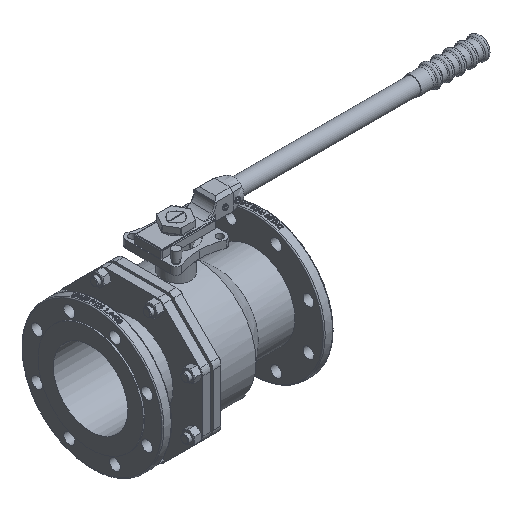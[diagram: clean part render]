
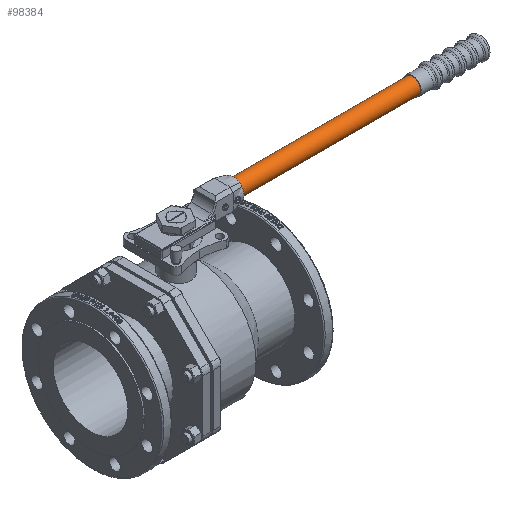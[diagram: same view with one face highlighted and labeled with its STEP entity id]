
A CAD part, isometric view. The second image highlights one B-rep face of the part: STEP entity #98384.
In plain terms, the highlighted cylindrical face has radius 16 mm (diameter 32 mm), a full revolution.
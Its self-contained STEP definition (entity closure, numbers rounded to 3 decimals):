
#52008=CARTESIAN_POINT('',(65.,16.,204.5));
#52009=VERTEX_POINT('',#52008);
#52010=CARTESIAN_POINT('',(65.,0.,204.5));
#52011=DIRECTION('',(1.,0.,-0.));
#52012=DIRECTION('',(-0.,1.,0.));
#52013=AXIS2_PLACEMENT_3D('',#52010,#52011,#52012);
#52014=CIRCLE('',#52013,16.);
#52015=EDGE_CURVE('',#52009,#52009,#52014,.T.);
#98192=CARTESIAN_POINT('',(476.,16.,204.5));
#98193=VERTEX_POINT('',#98192);
#98194=CARTESIAN_POINT('',(476.,0.,188.5));
#98195=VERTEX_POINT('',#98194);
#98196=CARTESIAN_POINT('',(476.,0.,204.5));
#98197=DIRECTION('',(-1.,-0.,-0.));
#98198=DIRECTION('',(0.,0.,-1.));
#98199=AXIS2_PLACEMENT_3D('',#98196,#98197,#98198);
#98200=CIRCLE('',#98199,16.);
#98201=EDGE_CURVE('',#98193,#98195,#98200,.T.);
#98203=CARTESIAN_POINT('',(476.,0.,204.5));
#98204=DIRECTION('',(-1.,-0.,-0.));
#98205=DIRECTION('',(0.,0.,-1.));
#98206=AXIS2_PLACEMENT_3D('',#98203,#98204,#98205);
#98207=CIRCLE('',#98206,16.);
#98208=EDGE_CURVE('',#98195,#98193,#98207,.T.);
#98367=CARTESIAN_POINT('',(610.,0.,204.5));
#98368=DIRECTION('',(-1.,-0.,0.));
#98369=DIRECTION('',(-0.,1.,-0.));
#98370=AXIS2_PLACEMENT_3D('',#98367,#98368,#98369);
#98371=CYLINDRICAL_SURFACE('',#98370,16.);
#98372=CARTESIAN_POINT('',(65.,16.,204.5));
#98373=DIRECTION('',(1.,0.,-0.));
#98374=VECTOR('',#98373,411.);
#98375=LINE('',#98372,#98374);
#98376=EDGE_CURVE('',#52009,#98193,#98375,.T.);
#98377=ORIENTED_EDGE('',*,*,#98376,.T.);
#98378=ORIENTED_EDGE('',*,*,#98201,.T.);
#98379=ORIENTED_EDGE('',*,*,#98208,.T.);
#98380=ORIENTED_EDGE('',*,*,#98376,.F.);
#98381=ORIENTED_EDGE('',*,*,#52015,.T.);
#98382=EDGE_LOOP('',(#98377,#98378,#98379,#98380,#98381));
#98383=FACE_BOUND('',#98382,.T.);
#98384=ADVANCED_FACE('',(#98383),#98371,.T.);
